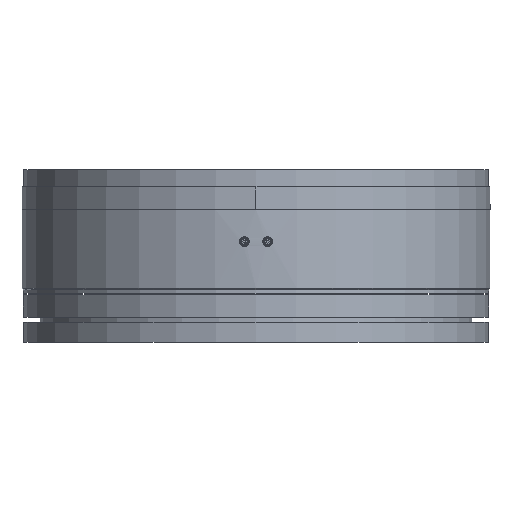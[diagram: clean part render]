
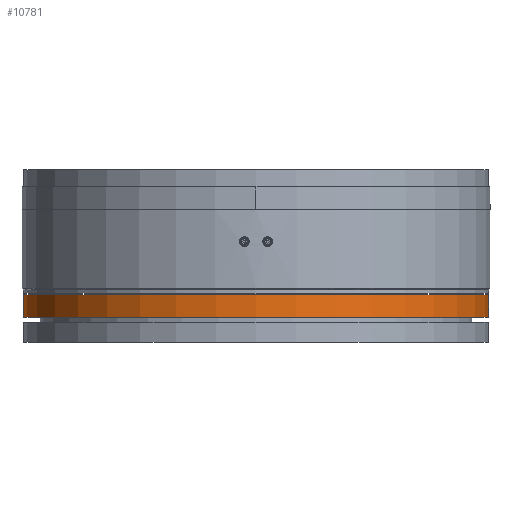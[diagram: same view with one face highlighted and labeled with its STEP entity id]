
A CAD part, front view. The second image highlights one B-rep face of the part: STEP entity #10781.
In plain terms, the highlighted cylindrical face has radius 80 mm (diameter 160 mm), a partial arc.
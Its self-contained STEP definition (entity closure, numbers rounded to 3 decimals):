
#867 = DIRECTION ( 'NONE',  ( 0., 0., 1. ) ) ;
#3432 = AXIS2_PLACEMENT_3D ( 'NONE', #5057, #5187, #4803 ) ;
#4464 = EDGE_CURVE ( 'NONE', #14480, #16676, #16585, .T. ) ;
#4801 = ORIENTED_EDGE ( 'NONE', *, *, #4464, .T. ) ;
#4803 = DIRECTION ( 'NONE',  ( 1., 0., 0. ) ) ;
#5057 = CARTESIAN_POINT ( 'NONE',  ( 0., 0., -7.7 ) ) ;
#5062 = AXIS2_PLACEMENT_3D ( 'NONE', #8824, #867, #10215 ) ;
#5187 = DIRECTION ( 'NONE',  ( 0., 0., 1. ) ) ;
#5225 = DIRECTION ( 'NONE',  ( 1., 0., 0. ) ) ;
#5699 = AXIS2_PLACEMENT_3D ( 'NONE', #12895, #8829, #5225 ) ;
#7310 = ORIENTED_EDGE ( 'NONE', *, *, #14287, .F. ) ;
#7772 = VERTEX_POINT ( 'NONE', #23501 ) ;
#7957 = VECTOR ( 'NONE', #18109, 1000. ) ;
#8824 = CARTESIAN_POINT ( 'NONE',  ( 0., 0., 3.326 ) ) ;
#8829 = DIRECTION ( 'NONE',  ( 0., 0., 1. ) ) ;
#9123 = CARTESIAN_POINT ( 'NONE',  ( -80., 0., 3.326 ) ) ;
#9212 = CARTESIAN_POINT ( 'NONE',  ( 80., 0., -7.7 ) ) ;
#10135 = EDGE_CURVE ( 'NONE', #7772, #14480, #20674, .T. ) ;
#10215 = DIRECTION ( 'NONE',  ( 1., 0., 0. ) ) ;
#10592 = FACE_OUTER_BOUND ( 'NONE', #19017, .T. ) ;
#10781 = ADVANCED_FACE ( 'NONE', ( #10592 ), #20361, .T. ) ;
#12895 = CARTESIAN_POINT ( 'NONE',  ( 0., 0., 0. ) ) ;
#13393 = ORIENTED_EDGE ( 'NONE', *, *, #14425, .F. ) ;
#13861 = VECTOR ( 'NONE', #23890, 1000. ) ;
#14287 = EDGE_CURVE ( 'NONE', #7772, #23876, #20807, .T. ) ;
#14425 = EDGE_CURVE ( 'NONE', #23876, #16676, #16666, .T. ) ;
#14480 = VERTEX_POINT ( 'NONE', #9212 ) ;
#15077 = CARTESIAN_POINT ( 'NONE',  ( 80., 0., 0. ) ) ;
#15368 = ORIENTED_EDGE ( 'NONE', *, *, #10135, .T. ) ;
#16585 = LINE ( 'NONE', #17982, #7957 ) ;
#16666 = CIRCLE ( 'NONE', #5699, 80. ) ;
#16676 = VERTEX_POINT ( 'NONE', #15077 ) ;
#17982 = CARTESIAN_POINT ( 'NONE',  ( 80., 0., 3.326 ) ) ;
#18109 = DIRECTION ( 'NONE',  ( 0., 0., 1. ) ) ;
#18902 = CARTESIAN_POINT ( 'NONE',  ( -80., 0., 0. ) ) ;
#19017 = EDGE_LOOP ( 'NONE', ( #7310, #15368, #4801, #13393 ) ) ;
#20361 = CYLINDRICAL_SURFACE ( 'NONE', #5062, 80. ) ;
#20674 = CIRCLE ( 'NONE', #3432, 80. ) ;
#20807 = LINE ( 'NONE', #9123, #13861 ) ;
#23501 = CARTESIAN_POINT ( 'NONE',  ( -80., 0., -7.7 ) ) ;
#23876 = VERTEX_POINT ( 'NONE', #18902 ) ;
#23890 = DIRECTION ( 'NONE',  ( 0., 0., 1. ) ) ;
